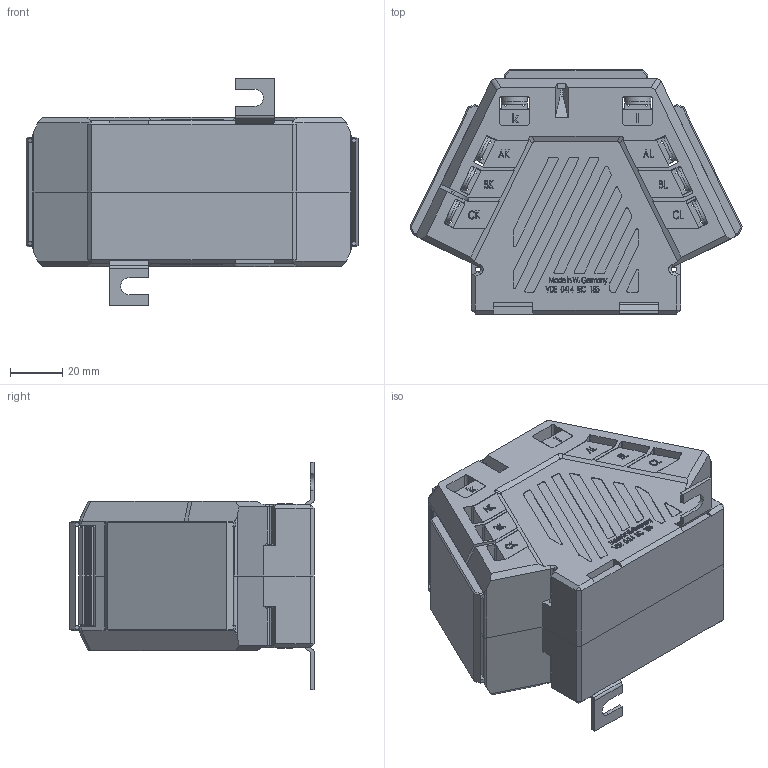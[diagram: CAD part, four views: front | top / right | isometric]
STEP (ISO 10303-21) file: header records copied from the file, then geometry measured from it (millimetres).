
FILE_DESCRIPTION (( 'STEP AP214' ), '1' );
FILE_NAME ('KSU2...3_komplett.STEP', '2012-01-19T07:20:49', ( 'User' ), ( 'EnDeCo GmbH' ), 'SwSTEP 2.0', 'SolidWorks 2010', '' );
FILE_SCHEMA (( 'AUTOMOTIVE_DESIGN' ));
Length unit declared in the file: millimetre
Products named in the file (9): KSU2...3; Fusswinkel_1,5; Plombierplatte_F; Klappe; Klemme_komplett; Klemme_l=35_WN-003_02; Linsenschraube DIN 7985 4.8 VZ M 5 x 10; Scheibe DIN 125 ST 5,3; KSU2...3_komplett
Assembly tree (22 placements, depth 3):
  KSU2...3_komplett
    Klemme_komplett  x8
      Linsenschraube DIN 7985 4.8 VZ M 5 x 10
      Klemme_l=35_WN-003_02
      Scheibe DIN 125 ST 5,3
    KSU2...3  x2
    Plombierplatte_F  x3
    Fusswinkel_1,5  x2
    Klappe  x2
Bounding box: 127 x 93.5 x 87 mm (x, y, z)
Volume: 426983.8 mm3; surface area: 110707.8 mm2
Topology: 49 solids, 49 shells, 2848 faces, 7290 edges, 4646 vertices
Faces by surface type: plane 1962, cylinder 402, bspline 350, cone 62, sphere 40, torus 32
Entity records: 40766 total; most frequent: CARTESIAN_POINT 16003, ORIENTED_EDGE 5424, DIRECTION 4329, EDGE_CURVE 2712, LINE 2051, VECTOR 2051, VERTEX_POINT 1781, AXIS2_PLACEMENT_3D 1139
